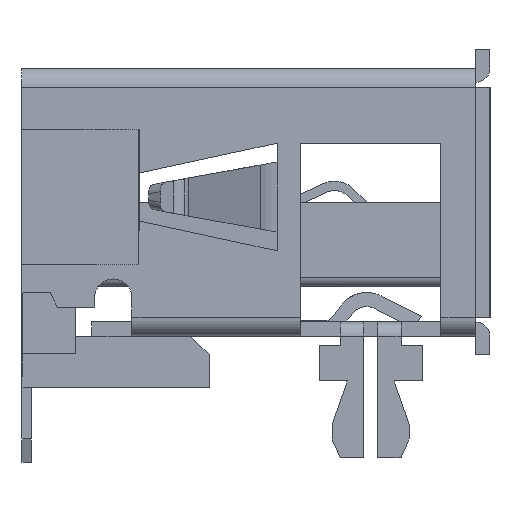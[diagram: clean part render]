
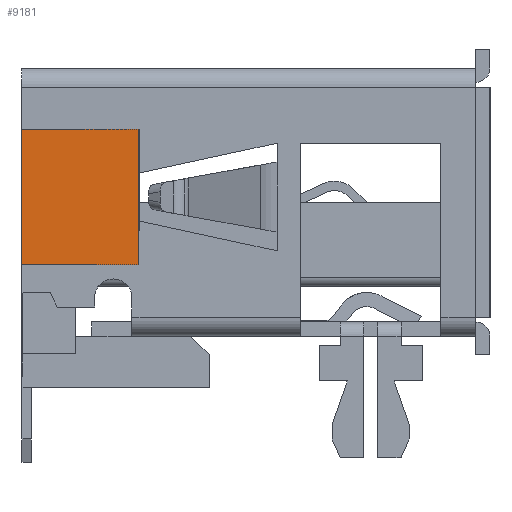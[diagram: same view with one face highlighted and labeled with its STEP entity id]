
A CAD part, left-side view. The second image highlights one B-rep face of the part: STEP entity #9181.
In plain terms, the highlighted planar face has unit normal (-1, 0, 0).
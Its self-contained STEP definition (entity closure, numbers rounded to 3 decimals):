
#511 = CARTESIAN_POINT ( 'NONE',  ( -7.3, -1.35, -0.64 ) ) ;
#597 = LINE ( 'NONE', #27151, #7826 ) ;
#1127 = CARTESIAN_POINT ( 'NONE',  ( -7.3, 1.15, 0. ) ) ;
#1166 = VERTEX_POINT ( 'NONE', #3932 ) ;
#1824 = AXIS2_PLACEMENT_3D ( 'NONE', #7948, #5446, #26818 ) ;
#2676 = ORIENTED_EDGE ( 'NONE', *, *, #24623, .F. ) ;
#2884 = EDGE_CURVE ( 'NONE', #6316, #1166, #27367, .T. ) ;
#3932 = CARTESIAN_POINT ( 'NONE',  ( -7.3, 1.15, 2.26 ) ) ;
#4221 = VECTOR ( 'NONE', #14155, 1000. ) ;
#4422 = CARTESIAN_POINT ( 'NONE',  ( -7.3, -1.35, -3.26 ) ) ;
#5446 = DIRECTION ( 'NONE',  ( 1., 0., 0. ) ) ;
#6316 = VERTEX_POINT ( 'NONE', #22637 ) ;
#7166 = PLANE ( 'NONE',  #1824 ) ;
#7826 = VECTOR ( 'NONE', #10328, 1000. ) ;
#7948 = CARTESIAN_POINT ( 'NONE',  ( -7.3, 1.15, -3.26 ) ) ;
#9181 = ADVANCED_FACE ( 'NONE', ( #12349 ), #7166, .F. ) ;
#9285 = DIRECTION ( 'NONE',  ( 0., 1., 0. ) ) ;
#9778 = EDGE_CURVE ( 'NONE', #16064, #24340, #16668, .T. ) ;
#10328 = DIRECTION ( 'NONE',  ( 0., -1., 0. ) ) ;
#10650 = EDGE_LOOP ( 'NONE', ( #25371, #24760, #16439, #2676 ) ) ;
#12085 = LINE ( 'NONE', #28763, #24090 ) ;
#12349 = FACE_OUTER_BOUND ( 'NONE', #10650, .T. ) ;
#13361 = DIRECTION ( 'NONE',  ( 0., 0., 1. ) ) ;
#14155 = DIRECTION ( 'NONE',  ( 0., 0., -1. ) ) ;
#16064 = VERTEX_POINT ( 'NONE', #26094 ) ;
#16439 = ORIENTED_EDGE ( 'NONE', *, *, #2884, .F. ) ;
#16668 = LINE ( 'NONE', #4422, #4221 ) ;
#19609 = VECTOR ( 'NONE', #13361, 1000. ) ;
#22637 = CARTESIAN_POINT ( 'NONE',  ( -7.3, 1.15, -0.64 ) ) ;
#24090 = VECTOR ( 'NONE', #9285, 1000. ) ;
#24340 = VERTEX_POINT ( 'NONE', #511 ) ;
#24623 = EDGE_CURVE ( 'NONE', #24340, #6316, #12085, .T. ) ;
#24760 = ORIENTED_EDGE ( 'NONE', *, *, #27344, .F. ) ;
#25371 = ORIENTED_EDGE ( 'NONE', *, *, #9778, .F. ) ;
#26094 = CARTESIAN_POINT ( 'NONE',  ( -7.3, -1.35, 2.26 ) ) ;
#26818 = DIRECTION ( 'NONE',  ( 0., 0., -1. ) ) ;
#27151 = CARTESIAN_POINT ( 'NONE',  ( -7.3, -17.94, 2.26 ) ) ;
#27344 = EDGE_CURVE ( 'NONE', #1166, #16064, #597, .T. ) ;
#27367 = LINE ( 'NONE', #1127, #19609 ) ;
#28763 = CARTESIAN_POINT ( 'NONE',  ( -7.3, -17.94, -0.64 ) ) ;
